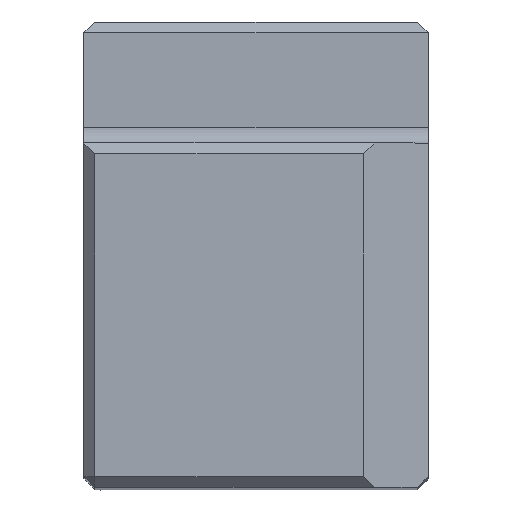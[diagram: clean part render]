
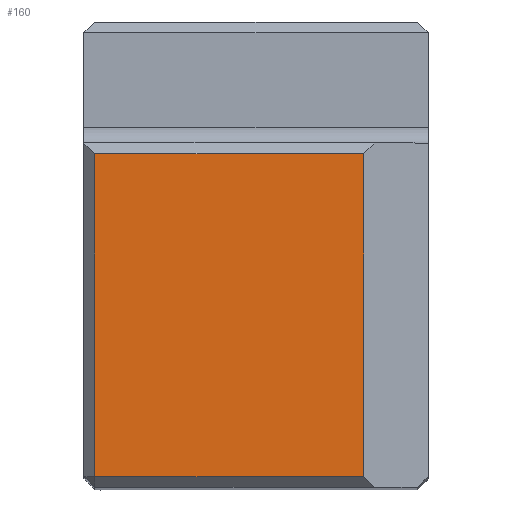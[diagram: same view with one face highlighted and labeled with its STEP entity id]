
A CAD part, top view. The second image highlights one B-rep face of the part: STEP entity #160.
In plain terms, the highlighted planar face has unit normal (0, 0, 1).
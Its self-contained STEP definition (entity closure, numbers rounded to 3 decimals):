
#127=PLANE('',#965);
#160=ADVANCED_FACE('',(#209),#127,.T.);
#209=FACE_OUTER_BOUND('',#248,.T.);
#248=EDGE_LOOP('',(#509,#510,#511,#512));
#323=LINE('',#1363,#405);
#325=LINE('',#1367,#407);
#328=LINE('',#1373,#410);
#329=LINE('',#1374,#411);
#405=VECTOR('',#1085,1.);
#407=VECTOR('',#1089,1.);
#410=VECTOR('',#1094,1.);
#411=VECTOR('',#1095,1.);
#509=ORIENTED_EDGE('',*,*,#792,.F.);
#510=ORIENTED_EDGE('',*,*,#789,.T.);
#511=ORIENTED_EDGE('',*,*,#793,.T.);
#512=ORIENTED_EDGE('',*,*,#787,.T.);
#708=VERTEX_POINT('',#1362);
#709=VERTEX_POINT('',#1364);
#710=VERTEX_POINT('',#1368);
#711=VERTEX_POINT('',#1369);
#787=EDGE_CURVE('',#709,#708,#323,.T.);
#789=EDGE_CURVE('',#710,#711,#325,.T.);
#792=EDGE_CURVE('',#710,#708,#328,.T.);
#793=EDGE_CURVE('',#711,#709,#329,.T.);
#965=AXIS2_PLACEMENT_3D('',#1375,#1096,#1097);
#1085=DIRECTION('',(1.,0.,0.));
#1089=DIRECTION('',(-1.,0.,0.));
#1094=DIRECTION('',(0.,-1.,0.));
#1095=DIRECTION('',(0.,-1.,0.));
#1096=DIRECTION('',(0.,0.,1.));
#1097=DIRECTION('',(1.,0.,0.));
#1362=CARTESIAN_POINT('',(12.909,0.532,0.));
#1363=CARTESIAN_POINT('',(7.957,0.532,0.));
#1364=CARTESIAN_POINT('',(0.532,0.532,0.));
#1367=CARTESIAN_POINT('',(7.957,15.382,0.));
#1368=CARTESIAN_POINT('',(12.909,15.382,0.));
#1369=CARTESIAN_POINT('',(0.532,15.382,0.));
#1373=CARTESIAN_POINT('',(12.909,20.032,0.));
#1374=CARTESIAN_POINT('',(0.532,0.032,0.));
#1375=CARTESIAN_POINT('',(7.957,7.957,0.));
